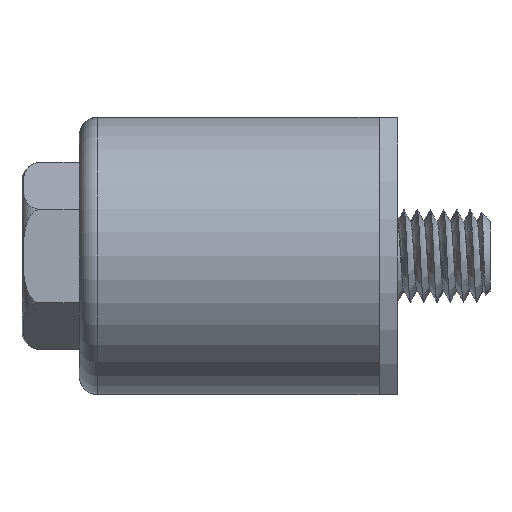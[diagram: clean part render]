
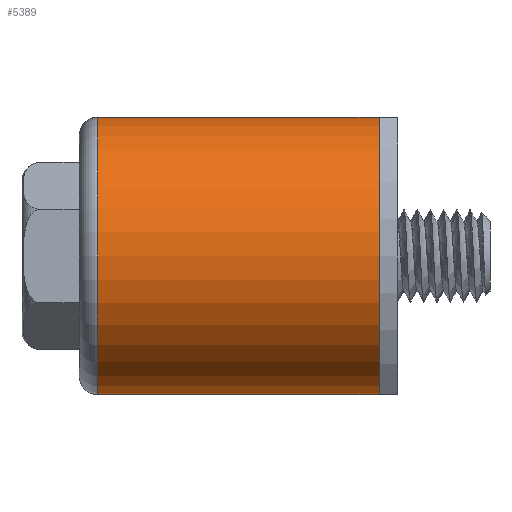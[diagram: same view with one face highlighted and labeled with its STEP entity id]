
A CAD part, left-side view. The second image highlights one B-rep face of the part: STEP entity #5389.
In plain terms, the highlighted cylindrical face has radius 9.525 mm (diameter 19.05 mm), a partial arc.
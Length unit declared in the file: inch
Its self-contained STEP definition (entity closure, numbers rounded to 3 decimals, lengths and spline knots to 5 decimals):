
#387=CYLINDRICAL_SURFACE('',#6003,0.375);
#894=FACE_OUTER_BOUND('',#1381,.T.);
#1381=EDGE_LOOP('',(#4536,#4537,#4538,#4539));
#1610=LINE('',#14017,#1828);
#1614=LINE('',#14037,#1832);
#1828=VECTOR('',#7339,0.3937);
#1832=VECTOR('',#7365,0.3937);
#2085=CIRCLE('',#5992,0.375);
#2090=CIRCLE('',#6002,0.375);
#2558=VERTEX_POINT('',#14014);
#2559=VERTEX_POINT('',#14016);
#2563=VERTEX_POINT('',#14030);
#2564=VERTEX_POINT('',#14036);
#3215=EDGE_CURVE('',#2558,#2559,#1610,.T.);
#3224=EDGE_CURVE('',#2559,#2563,#2085,.T.);
#3225=EDGE_CURVE('',#2564,#2563,#1614,.T.);
#3234=EDGE_CURVE('',#2558,#2564,#2090,.T.);
#4536=ORIENTED_EDGE('',*,*,#3224,.F.);
#4537=ORIENTED_EDGE('',*,*,#3215,.F.);
#4538=ORIENTED_EDGE('',*,*,#3234,.T.);
#4539=ORIENTED_EDGE('',*,*,#3225,.T.);
#5389=ADVANCED_FACE('',(#894),#387,.T.);
#5992=AXIS2_PLACEMENT_3D('',#14034,#7361,#7362);
#6002=AXIS2_PLACEMENT_3D('',#14055,#7386,#7387);
#6003=AXIS2_PLACEMENT_3D('',#14056,#7388,#7389);
#7339=DIRECTION('',(0.,1.,0.));
#7361=DIRECTION('center_axis',(0.,1.,0.));
#7362=DIRECTION('ref_axis',(-1.,0.,0.));
#7365=DIRECTION('',(0.,1.,0.));
#7386=DIRECTION('center_axis',(0.,1.,0.));
#7387=DIRECTION('ref_axis',(0.,0.,-1.));
#7388=DIRECTION('center_axis',(0.,1.,0.));
#7389=DIRECTION('ref_axis',(0.,0.,-1.));
#14014=CARTESIAN_POINT('',(-0.78,0.05,-0.375));
#14016=CARTESIAN_POINT('',(-0.78,0.81,-0.375));
#14017=CARTESIAN_POINT('',(-0.78,0.,-0.375));
#14030=CARTESIAN_POINT('',(-0.78,0.81,0.375));
#14034=CARTESIAN_POINT('Origin',(-0.78,0.81,0.));
#14036=CARTESIAN_POINT('',(-0.78,0.05,0.375));
#14037=CARTESIAN_POINT('',(-0.78,0.,0.375));
#14055=CARTESIAN_POINT('Origin',(-0.78,0.05,0.));
#14056=CARTESIAN_POINT('Origin',(-0.78,0.,0.));
